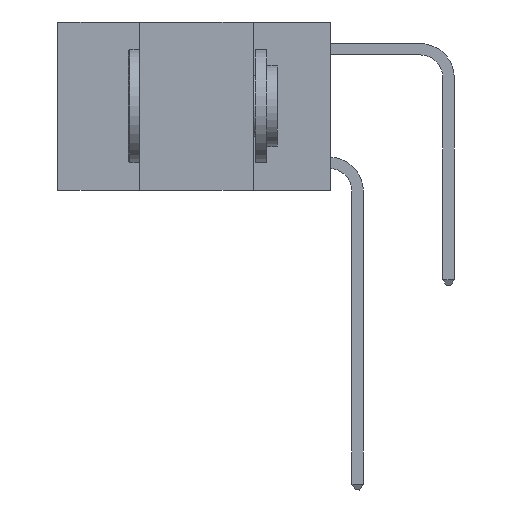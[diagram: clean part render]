
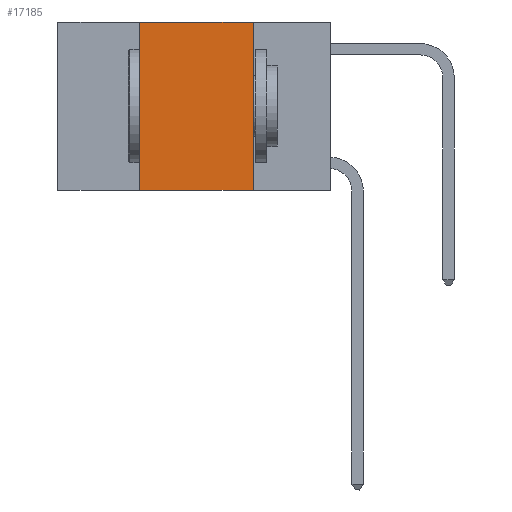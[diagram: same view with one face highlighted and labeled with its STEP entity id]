
A CAD part, left-side view. The second image highlights one B-rep face of the part: STEP entity #17185.
In plain terms, the highlighted planar face has unit normal (-1, 0, 0).
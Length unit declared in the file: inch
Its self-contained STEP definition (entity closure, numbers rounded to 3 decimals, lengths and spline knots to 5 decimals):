
#1513 = ORIENTED_EDGE ( 'NONE', *, *, #5115, .F. ) ;
#1738 = VECTOR ( 'NONE', #24030, 39.37008 ) ;
#2908 = ORIENTED_EDGE ( 'NONE', *, *, #15167, .T. ) ;
#4157 = DIRECTION ( 'NONE',  ( 0., -1., 0. ) ) ;
#4443 = VERTEX_POINT ( 'NONE', #23946 ) ;
#5096 = FACE_OUTER_BOUND ( 'NONE', #22425, .T. ) ;
#5115 = EDGE_CURVE ( 'NONE', #19090, #6216, #18356, .T. ) ;
#5450 = PLANE ( 'NONE',  #13625 ) ;
#5715 = EDGE_CURVE ( 'NONE', #6216, #4443, #10040, .T. ) ;
#6216 = VERTEX_POINT ( 'NONE', #10372 ) ;
#6774 = ORIENTED_EDGE ( 'NONE', *, *, #10929, .F. ) ;
#7292 = VECTOR ( 'NONE', #17659, 39.37008 ) ;
#7670 = LINE ( 'NONE', #17474, #1738 ) ;
#7715 = DIRECTION ( 'NONE',  ( 1., 0., 0. ) ) ;
#9285 = CARTESIAN_POINT ( 'NONE',  ( 0., 0.17, 0. ) ) ;
#10040 = LINE ( 'NONE', #15214, #22389 ) ;
#10372 = CARTESIAN_POINT ( 'NONE',  ( 0., 0.42, 0. ) ) ;
#10929 = EDGE_CURVE ( 'NONE', #4443, #15992, #22675, .T. ) ;
#10996 = VECTOR ( 'NONE', #11456, 39.37008 ) ;
#11456 = DIRECTION ( 'NONE',  ( 0., 0., -1. ) ) ;
#13625 = AXIS2_PLACEMENT_3D ( 'NONE', #18720, #7715, #23078 ) ;
#15167 = EDGE_CURVE ( 'NONE', #19090, #15992, #7670, .T. ) ;
#15214 = CARTESIAN_POINT ( 'NONE',  ( 0., 0.6, 0. ) ) ;
#15992 = VERTEX_POINT ( 'NONE', #17822 ) ;
#17185 = ADVANCED_FACE ( 'NONE', ( #5096 ), #5450, .F. ) ;
#17474 = CARTESIAN_POINT ( 'NONE',  ( 0., 0.6, -0.37 ) ) ;
#17659 = DIRECTION ( 'NONE',  ( 0., 0., 1. ) ) ;
#17822 = CARTESIAN_POINT ( 'NONE',  ( 0., 0.17, -0.37 ) ) ;
#18141 = CARTESIAN_POINT ( 'NONE',  ( 0., 0.42, -0.37 ) ) ;
#18356 = LINE ( 'NONE', #24218, #7292 ) ;
#18720 = CARTESIAN_POINT ( 'NONE',  ( 0., 0.6, 0. ) ) ;
#19090 = VERTEX_POINT ( 'NONE', #18141 ) ;
#22389 = VECTOR ( 'NONE', #4157, 39.37008 ) ;
#22425 = EDGE_LOOP ( 'NONE', ( #6774, #24286, #1513, #2908 ) ) ;
#22675 = LINE ( 'NONE', #9285, #10996 ) ;
#23078 = DIRECTION ( 'NONE',  ( 0., 0., -1. ) ) ;
#23946 = CARTESIAN_POINT ( 'NONE',  ( 0., 0.17, 0. ) ) ;
#24030 = DIRECTION ( 'NONE',  ( 0., -1., 0. ) ) ;
#24218 = CARTESIAN_POINT ( 'NONE',  ( 0., 0.42, 0. ) ) ;
#24286 = ORIENTED_EDGE ( 'NONE', *, *, #5715, .F. ) ;
